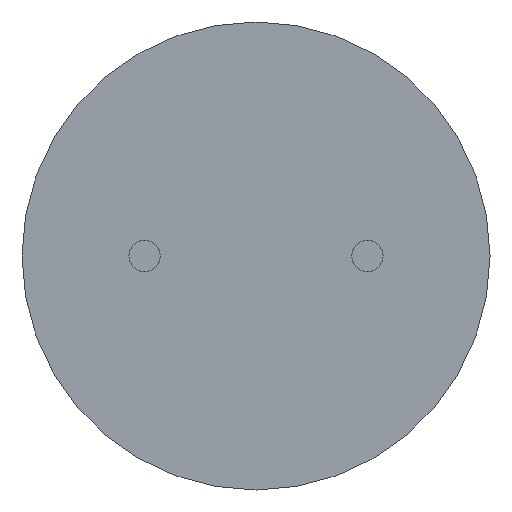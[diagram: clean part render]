
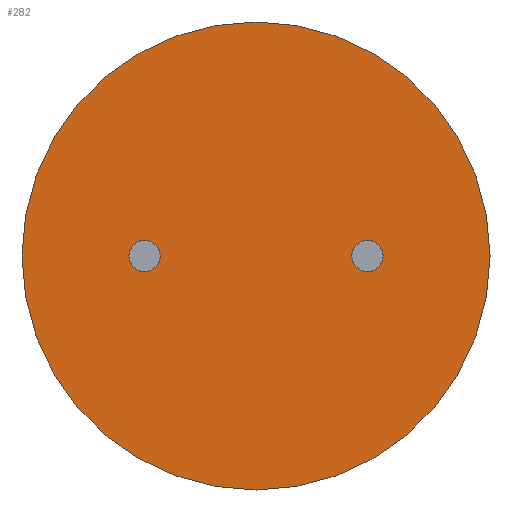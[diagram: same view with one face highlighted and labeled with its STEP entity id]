
A CAD part, front view. The second image highlights one B-rep face of the part: STEP entity #282.
In plain terms, the highlighted planar face has unit normal (0, -1, 0).
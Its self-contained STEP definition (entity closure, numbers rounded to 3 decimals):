
#13 = CARTESIAN_POINT ( 'NONE',  ( 0., 0., -5.25 ) ) ;
#30 = CARTESIAN_POINT ( 'NONE',  ( 0., 0., 0. ) ) ;
#56 = VERTEX_POINT ( 'NONE', #13 ) ;
#64 = EDGE_CURVE ( 'NONE', #177, #56, #387, .T. ) ;
#81 = DIRECTION ( 'NONE',  ( 0., 0., 1. ) ) ;
#92 = ORIENTED_EDGE ( 'NONE', *, *, #64, .F. ) ;
#109 = DIRECTION ( 'NONE',  ( 0., 1., 0. ) ) ;
#117 = CARTESIAN_POINT ( 'NONE',  ( 0., 0., 0. ) ) ;
#121 = AXIS2_PLACEMENT_3D ( 'NONE', #497, #253, #377 ) ;
#132 = AXIS2_PLACEMENT_3D ( 'NONE', #30, #335, #81 ) ;
#148 = ORIENTED_EDGE ( 'NONE', *, *, #386, .F. ) ;
#154 = AXIS2_PLACEMENT_3D ( 'NONE', #117, #109, #430 ) ;
#177 = VERTEX_POINT ( 'NONE', #316 ) ;
#246 = PLANE ( 'NONE',  #154 ) ;
#253 = DIRECTION ( 'NONE',  ( 0., 1., 0. ) ) ;
#282 = ADVANCED_FACE ( 'NONE', ( #509 ), #246, .F. ) ;
#316 = CARTESIAN_POINT ( 'NONE',  ( 0., 0., 5.25 ) ) ;
#335 = DIRECTION ( 'NONE',  ( 0., 1., 0. ) ) ;
#377 = DIRECTION ( 'NONE',  ( 0., 0., 1. ) ) ;
#386 = EDGE_CURVE ( 'NONE', #56, #177, #504, .T. ) ;
#387 = CIRCLE ( 'NONE', #121, 5.25 ) ;
#430 = DIRECTION ( 'NONE',  ( 0., 0., 1. ) ) ;
#458 = EDGE_LOOP ( 'NONE', ( #148, #92 ) ) ;
#497 = CARTESIAN_POINT ( 'NONE',  ( 0., 0., 0. ) ) ;
#504 = CIRCLE ( 'NONE', #132, 5.25 ) ;
#509 = FACE_OUTER_BOUND ( 'NONE', #458, .T. ) ;
